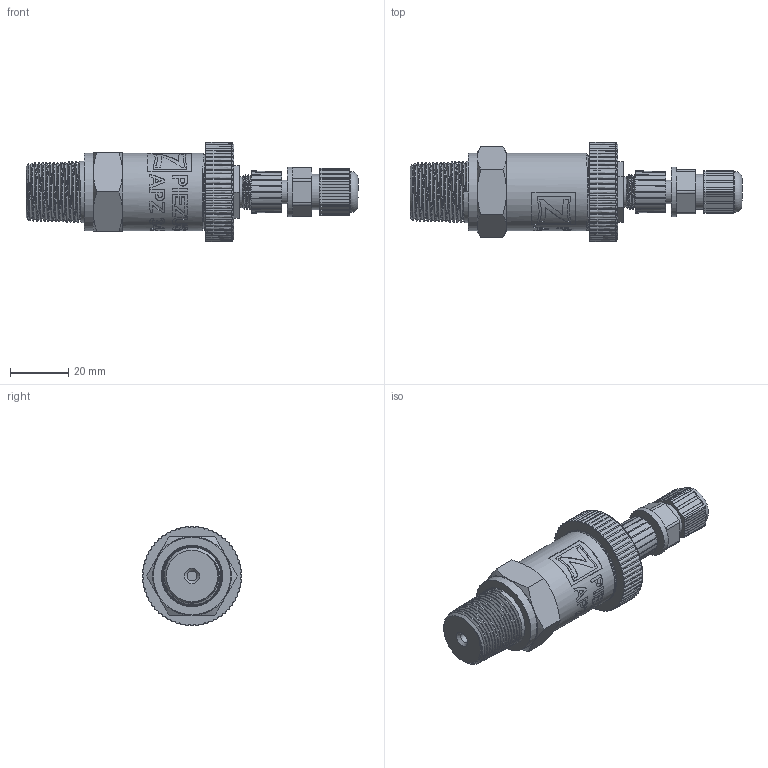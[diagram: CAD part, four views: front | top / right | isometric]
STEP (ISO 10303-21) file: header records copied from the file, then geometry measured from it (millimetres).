
FILE_DESCRIPTION(/* description */ (''),/* implementation_level */ '2;1');
FILE_NAME(/* name */ 'APZ3420_1''2NPT_M12x1-straight.step',/* time_stamp */ '2021-06-18T15:36:40+03:00',/* author */ (''),/* organization */ (''),/* preprocessor_version */ 'ST-DEVELOPER v18.1',/* originating_system */ 'Autodesk Translation Framework v10.9.0.1377',/* authorisation */ '');
FILE_SCHEMA (('AUTOMOTIVE_DESIGN { 1 0 10303 214 3 1 1 }'));
Products named in the file (6): APZ3420_; 1/2 NPT; OMAL nut M27x1.5; M12x1 male; Ш100.000.002; M12x1 female straight
Assembly tree (5 placements, depth 2):
  APZ3420_
    1/2 NPT
    OMAL nut M27x1.5
    M12x1 male
    Ш100.000.002
    M12x1 female straight
Bounding box: 113.55 x 34 x 34 mm (x, y, z)
Volume: 45483.2 mm3; surface area: 19272.4 mm2
Topology: 16 solids, 16 shells, 921 faces, 2565 edges, 1717 vertices
Faces by surface type: bspline 463, plane 261, cylinder 130, cone 63, torus 4
Full cylindrical faces by diameter (mm): 1 x12, 1.5 x4, 3.3 x1, 7.3 x1, 8 x3, 8.2 x1, 10.293 x1, 10.6 x2, 10.741 x6, 11.884 x5, 12 x1, 14 x2, 14.137 x4, 14.526 x3, 15.85 x3, 16.203 x3, 17 x1, 21.4 x2, 22.3 x1, 22.4 x1, 24.5 x1, 25.132 x4, 25.526 x4, 26.5 x6, 27.208 x5
Entity records: 53414 total; most frequent: CARTESIAN_POINT 33346, ORIENTED_EDGE 5130, EDGE_CURVE 2565, DIRECTION 2481, VERTEX_POINT 1717, B_SPLINE_CURVE_WITH_KNOTS 1225, EDGE_LOOP 978, LINE 969
